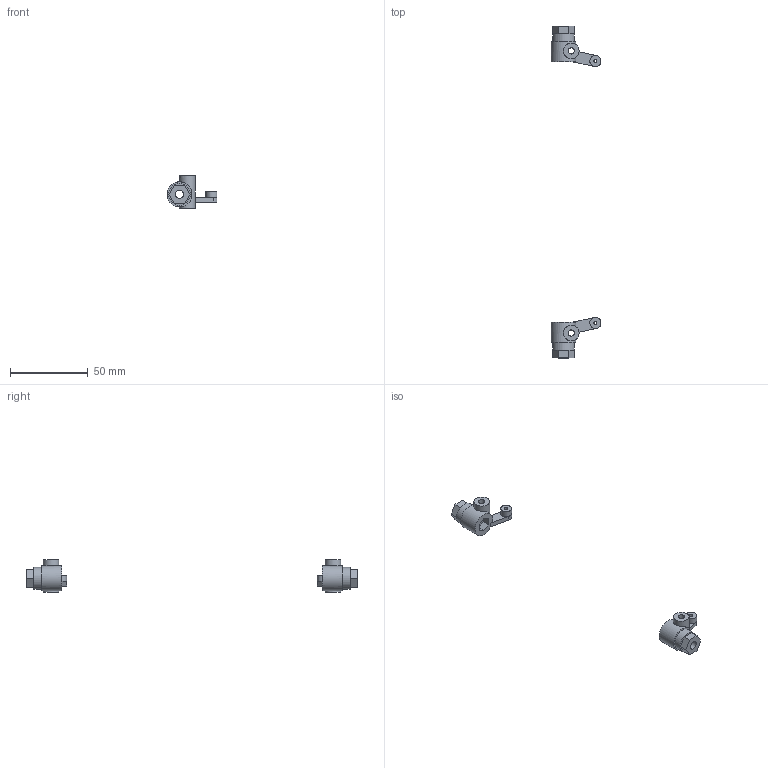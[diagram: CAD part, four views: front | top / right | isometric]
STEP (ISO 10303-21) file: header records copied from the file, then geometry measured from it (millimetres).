
FILE_DESCRIPTION(('FreeCAD Model'),'2;1');
FILE_NAME('fusee.step', '2020-12-09T15:24:31',('Author'),(''), 'Open CASCADE STEP processor 7.3','FreeCAD','Unknown');
FILE_SCHEMA(('AUTOMOTIVE_DESIGN { 1 0 10303 214 1 1 1 1 }'));
Length unit declared in the file: millimetre
Products named in the file (5): Fusee; Body046; Body046_(Mirror_#1); Body045; Body045_(Mirror_#2)
Assembly tree (4 placements, depth 2):
  Fusee
    Body046
    Body046_(Mirror_#1)
    Body045
    Body045_(Mirror_#2)
Bounding box: 32.07 x 213 x 21 mm (x, y, z)
Volume: 8602 mm3; surface area: 6239 mm2
Topology: 4 solids, 4 shells, 74 faces, 168 edges, 112 vertices
Faces by surface type: plane 52, cylinder 22
Full cylindrical faces by diameter (mm): 1.8 x2, 2 x2, 4 x2, 5.2 x2, 5.4 x2, 7.086 x2, 10.017 x2, 14 x2, 16 x2
Entity records: 6406 total; most frequent: CARTESIAN_POINT 2795, DIRECTION 667, LINE 394, VECTOR 394, ORIENTED_EDGE 336, PCURVE 336, DEFINITIONAL_REPRESENTATION 336, EDGE_CURVE 168
